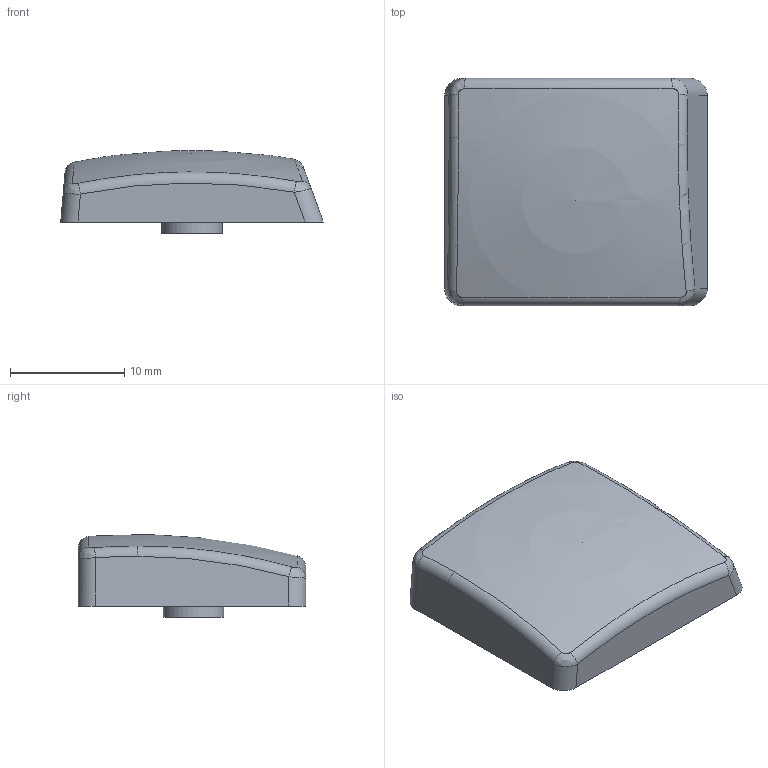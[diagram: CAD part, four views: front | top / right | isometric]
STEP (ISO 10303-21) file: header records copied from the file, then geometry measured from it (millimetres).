
FILE_DESCRIPTION(('HOOPS Exchange Step'),'2;1');
FILE_NAME('temp_export','2024-05-14T22:46:21+02:00',('anaumann'),('Shapr3D Limited'),'HOOPS Exchange 2024.2','Shapr3D','Authorized');
FILE_SCHEMA( ('AUTOMOTIVE_DESIGN { 1 0 10303 214 1 1 1 1 }') );
Length unit declared in the file: millimetre
Products named in the file (7): ols-v1-thumb-2.step; ols-v1-thumb.step; Blocking Models; Schraublöcher; Skizzen; root
Assembly tree (6 placements, depth 3):
  root
    ols-v1-thumb-2.step
    Blocking Models
      ols-v1-thumb-2.step
      ols-v1-thumb.step
    Skizzen
      Schraublöcher
Bounding box: 22.94 x 19.88 x 7.25 mm (x, y, z)
Volume: 1866.2 mm3; surface area: 1434.3 mm2
Topology: 1 solids, 1 shells, 68 faces, 169 edges, 105 vertices
Faces by surface type: plane 38, bspline 11, cylinder 9, torus 5, cone 4, sphere 1
Full cylindrical faces by diameter (mm): 5.3 x1
Entity records: 3425 total; most frequent: CARTESIAN_POINT 1761, ORIENTED_EDGE 336, DIRECTION 297, EDGE_CURVE 168, VERTEX_POINT 105, AXIS2_PLACEMENT_3D 99, VECTOR 99, LINE 99
